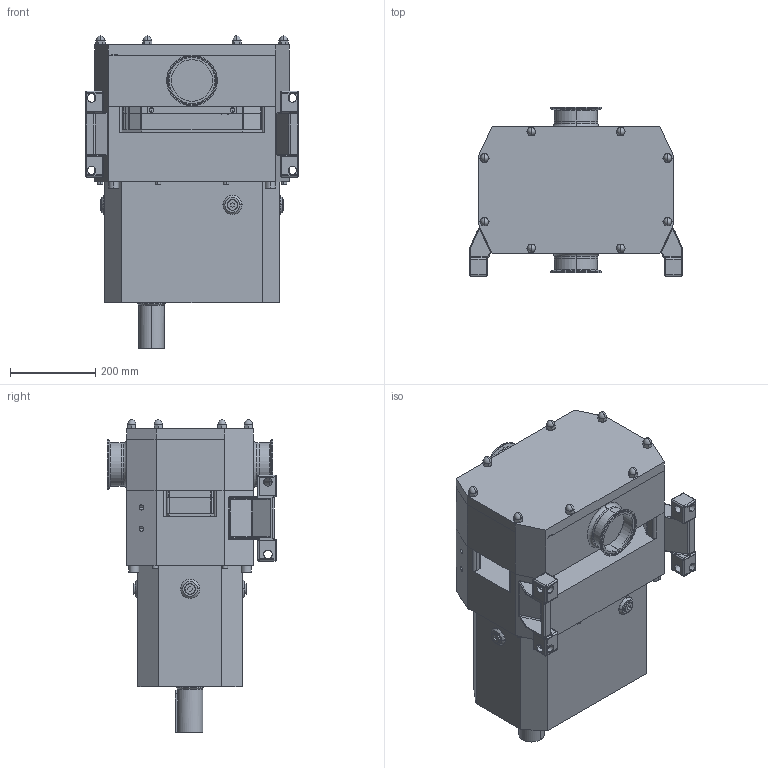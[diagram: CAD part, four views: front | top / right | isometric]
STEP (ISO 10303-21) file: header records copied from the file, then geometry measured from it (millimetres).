
FILE_DESCRIPTION (( 'STEP AP214' ), '1' );
FILE_NAME ('SLGS-TC-LEFT.STEP', '2022-05-13T13:49:32', ( '' ), ( '' ), 'SwSTEP 2.0', 'SolidWorks 2021', '' );
FILE_SCHEMA (( 'AUTOMOTIVE_DESIGN' ));
Length unit declared in the file: millimetre
Products named in the file (3): Copy of Z94-5121-66 - 4 INCH^GA3558; Copy (2) of SLGS-3170 V LHD^GA3558; SLGS-TC-LEFT
Assembly tree (3 placements, depth 2):
  SLGS-TC-LEFT
    Copy of Z94-5121-66 - 4 INCH^GA3558  x2
    Copy (2) of SLGS-3170 V LHD^GA3558
Bounding box: 501.19 x 397.1 x 736.05 mm (x, y, z)
Volume: 67038346.1 mm3; surface area: 1616389 mm2
Topology: 5 solids, 5 shells, 997 faces, 2490 edges, 1503 vertices
Faces by surface type: plane 403, cylinder 319, cone 123, torus 102, sphere 34, bspline 16
Entity records: 32298 total; most frequent: CARTESIAN_POINT 7785, DIRECTION 4893, ORIENTED_EDGE 4796, EDGE_CURVE 2398, AXIS2_PLACEMENT_3D 1839, VERTEX_POINT 1475, LINE 1215, VECTOR 1215
